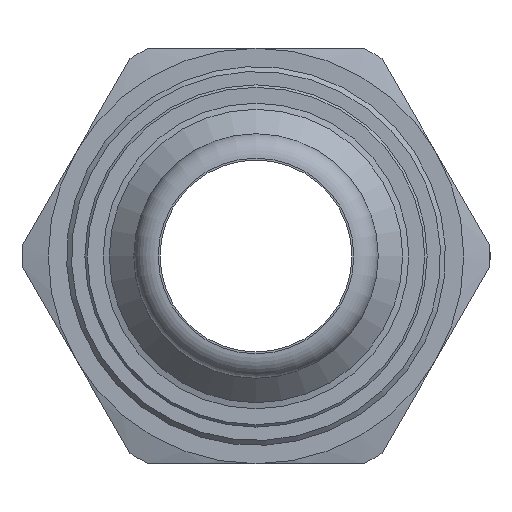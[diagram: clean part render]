
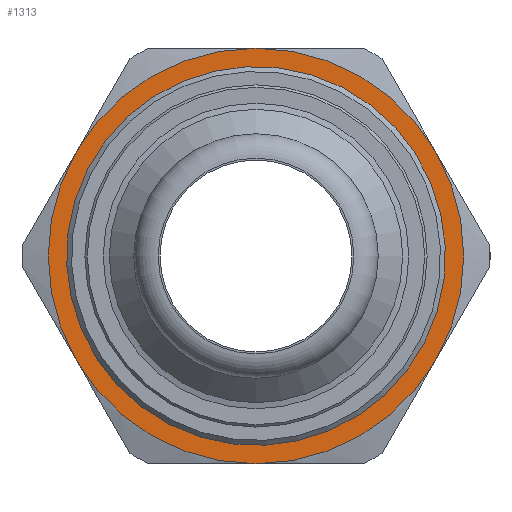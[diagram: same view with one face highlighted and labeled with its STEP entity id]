
A CAD part, left-side view. The second image highlights one B-rep face of the part: STEP entity #1313.
In plain terms, the highlighted planar face has unit normal (-1, 0, 0).
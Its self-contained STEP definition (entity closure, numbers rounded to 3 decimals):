
#160=CARTESIAN_POINT('',(23.5,7.,0.0));
#161=VERTEX_POINT('',#160);
#162=CARTESIAN_POINT('',(23.5,0.0,0.0));
#163=DIRECTION('',(1.0,0.0,0.0));
#164=DIRECTION('',(0.0,1.0,0.0));
#165=AXIS2_PLACEMENT_3D('',#162,#163,#164);
#166=CIRCLE('',#165,7.);
#167=EDGE_CURVE('',#161,#161,#166,.T.);
#250=CARTESIAN_POINT('',(23.5,7.361,4.25));
#251=VERTEX_POINT('',#250);
#334=CARTESIAN_POINT('',(23.5,7.361,-4.25));
#335=VERTEX_POINT('',#334);
#418=CARTESIAN_POINT('',(23.5,0.,-8.5));
#419=VERTEX_POINT('',#418);
#502=CARTESIAN_POINT('',(23.5,-7.361,-4.25));
#503=VERTEX_POINT('',#502);
#586=CARTESIAN_POINT('',(23.5,-7.361,4.25));
#587=VERTEX_POINT('',#586);
#947=CARTESIAN_POINT('',(23.5,0.0,8.5));
#948=VERTEX_POINT('',#947);
#949=CARTESIAN_POINT('',(23.5,0.0,0.0));
#950=DIRECTION('',(1.0,0.0,0.0));
#951=DIRECTION('',(0.0,1.0,0.0));
#952=AXIS2_PLACEMENT_3D('',#949,#950,#951);
#953=CIRCLE('',#952,8.5);
#954=EDGE_CURVE('',#251,#948,#953,.T.);
#993=CARTESIAN_POINT('',(23.5,0.0,0.0));
#994=DIRECTION('',(1.0,0.0,0.0));
#995=DIRECTION('',(0.0,1.0,0.0));
#996=AXIS2_PLACEMENT_3D('',#993,#994,#995);
#997=CIRCLE('',#996,8.5);
#998=EDGE_CURVE('',#948,#587,#997,.T.);
#1011=CARTESIAN_POINT('',(23.5,0.0,0.0));
#1012=DIRECTION('',(1.0,0.0,0.0));
#1013=DIRECTION('',(0.0,1.0,0.0));
#1014=AXIS2_PLACEMENT_3D('',#1011,#1012,#1013);
#1015=CIRCLE('',#1014,8.5);
#1016=EDGE_CURVE('',#587,#503,#1015,.T.);
#1029=CARTESIAN_POINT('',(23.5,0.0,0.0));
#1030=DIRECTION('',(1.0,0.0,0.0));
#1031=DIRECTION('',(0.0,1.0,0.0));
#1032=AXIS2_PLACEMENT_3D('',#1029,#1030,#1031);
#1033=CIRCLE('',#1032,8.5);
#1034=EDGE_CURVE('',#503,#419,#1033,.T.);
#1047=CARTESIAN_POINT('',(23.5,0.0,0.0));
#1048=DIRECTION('',(1.0,0.0,0.0));
#1049=DIRECTION('',(0.0,1.0,0.0));
#1050=AXIS2_PLACEMENT_3D('',#1047,#1048,#1049);
#1051=CIRCLE('',#1050,8.5);
#1052=EDGE_CURVE('',#419,#335,#1051,.T.);
#1291=CARTESIAN_POINT('',(23.5,7.75,0.0));
#1292=DIRECTION('',(-1.0,0.0,0.0));
#1293=DIRECTION('',(0.0,0.0,1.0));
#1294=AXIS2_PLACEMENT_3D('',#1291,#1292,#1293);
#1295=PLANE('',#1294);
#1296=ORIENTED_EDGE('',*,*,#998,.F.);
#1297=ORIENTED_EDGE('',*,*,#954,.F.);
#1298=CARTESIAN_POINT('',(23.5,0.0,0.0));
#1299=DIRECTION('',(1.0,0.0,0.0));
#1300=DIRECTION('',(0.0,1.0,0.0));
#1301=AXIS2_PLACEMENT_3D('',#1298,#1299,#1300);
#1302=CIRCLE('',#1301,8.5);
#1303=EDGE_CURVE('',#335,#251,#1302,.T.);
#1304=ORIENTED_EDGE('',*,*,#1303,.F.);
#1305=ORIENTED_EDGE('',*,*,#1052,.F.);
#1306=ORIENTED_EDGE('',*,*,#1034,.F.);
#1307=ORIENTED_EDGE('',*,*,#1016,.F.);
#1308=EDGE_LOOP('',(#1296,#1297,#1304,#1305,#1306,#1307));
#1309=FACE_OUTER_BOUND('',#1308,.T.);
#1310=ORIENTED_EDGE('',*,*,#167,.T.);
#1311=EDGE_LOOP('',(#1310));
#1312=FACE_BOUND('',#1311,.T.);
#1313=ADVANCED_FACE('',(#1309,#1312),#1295,.T.);
